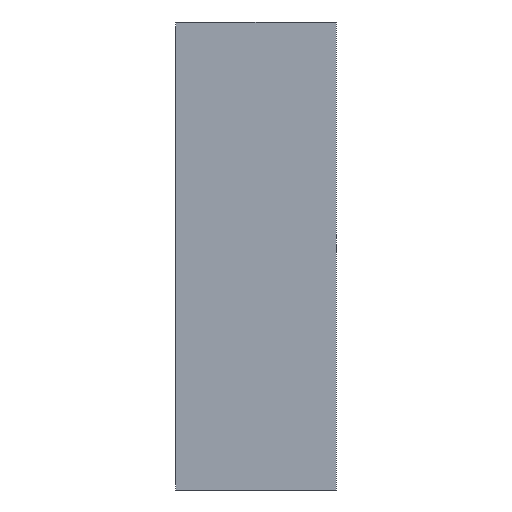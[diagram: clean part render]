
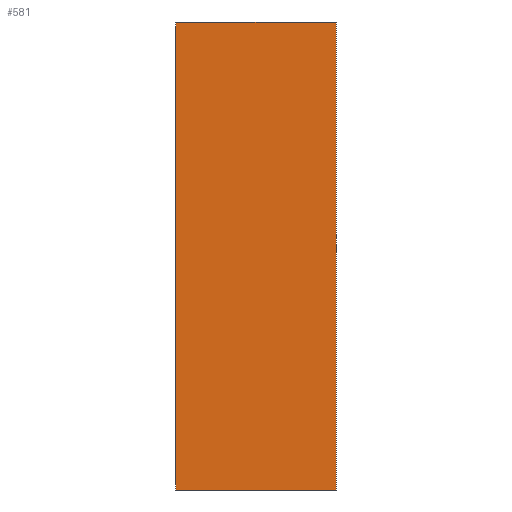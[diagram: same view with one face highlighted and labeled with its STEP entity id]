
A CAD part, left-side view. The second image highlights one B-rep face of the part: STEP entity #581.
In plain terms, the highlighted planar face has unit normal (-1, 0, 0).
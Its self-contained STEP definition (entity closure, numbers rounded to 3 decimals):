
#41=FACE_OUTER_BOUND('',#73,.T.);
#73=EDGE_LOOP('',(#453,#454,#455,#456));
#117=LINE('',#865,#189);
#125=LINE('',#881,#197);
#139=LINE('',#908,#211);
#140=LINE('',#910,#212);
#189=VECTOR('',#719,10.);
#197=VECTOR('',#729,10.);
#211=VECTOR('',#755,10.);
#212=VECTOR('',#758,10.);
#249=VERTEX_POINT('',#863);
#250=VERTEX_POINT('',#864);
#257=VERTEX_POINT('',#880);
#264=VERTEX_POINT('',#906);
#309=EDGE_CURVE('',#249,#250,#117,.T.);
#317=EDGE_CURVE('',#257,#250,#125,.T.);
#331=EDGE_CURVE('',#249,#264,#139,.T.);
#332=EDGE_CURVE('',#257,#264,#140,.T.);
#453=ORIENTED_EDGE('',*,*,#331,.T.);
#454=ORIENTED_EDGE('',*,*,#332,.F.);
#455=ORIENTED_EDGE('',*,*,#317,.T.);
#456=ORIENTED_EDGE('',*,*,#309,.F.);
#513=PLANE('',#639);
#581=ADVANCED_FACE('',(#41),#513,.T.);
#639=AXIS2_PLACEMENT_3D('',#909,#756,#757);
#719=DIRECTION('',(0.,1.,0.));
#729=DIRECTION('',(0.,0.,-1.));
#755=DIRECTION('',(0.,0.,1.));
#756=DIRECTION('center_axis',(-1.,0.,0.));
#757=DIRECTION('ref_axis',(0.,-1.,0.));
#758=DIRECTION('',(0.,-1.,0.));
#863=CARTESIAN_POINT('',(-0.014,-0.014,-1.236));
#864=CARTESIAN_POINT('',(-0.014,0.416,-1.236));
#865=CARTESIAN_POINT('',(-0.014,0.416,-1.236));
#880=CARTESIAN_POINT('',(-0.014,0.416,0.014));
#881=CARTESIAN_POINT('',(-0.014,0.416,0.));
#906=CARTESIAN_POINT('',(-0.014,-0.014,0.014));
#908=CARTESIAN_POINT('',(-0.014,-0.014,0.));
#909=CARTESIAN_POINT('Origin',(-0.014,0.416,0.));
#910=CARTESIAN_POINT('',(-0.014,0.416,0.014));
